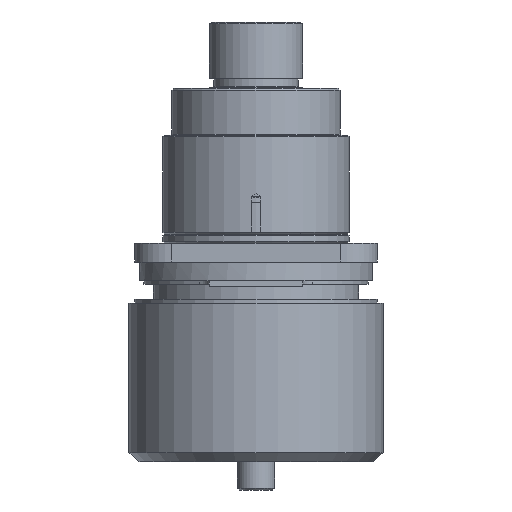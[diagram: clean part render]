
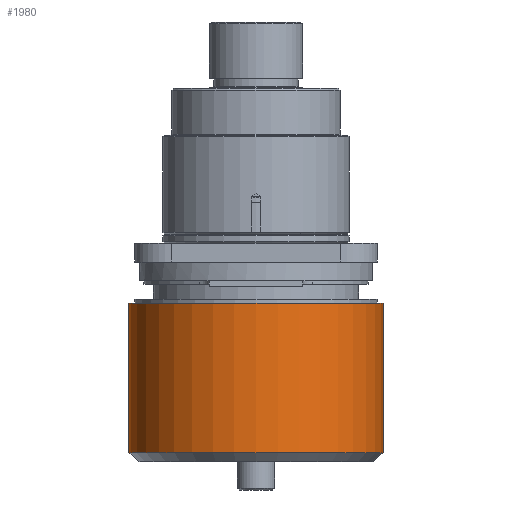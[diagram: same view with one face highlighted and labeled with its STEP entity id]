
A CAD part, front view. The second image highlights one B-rep face of the part: STEP entity #1980.
In plain terms, the highlighted cylindrical face has radius 6.8 mm (diameter 13.6 mm), a full revolution.
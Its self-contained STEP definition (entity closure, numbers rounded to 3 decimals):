
#48=FACE_BOUND('',#715,.T.);
#288=CYLINDRICAL_SURFACE('',#2224,6.8);
#552=FACE_OUTER_BOUND('',#714,.T.);
#714=EDGE_LOOP('',(#1704));
#715=EDGE_LOOP('',(#1705));
#874=CIRCLE('',#2211,6.8);
#881=CIRCLE('',#2225,6.8);
#1034=VERTEX_POINT('',#3567);
#1041=VERTEX_POINT('',#3588);
#1270=EDGE_CURVE('',#1034,#1034,#874,.T.);
#1277=EDGE_CURVE('',#1041,#1041,#881,.T.);
#1704=ORIENTED_EDGE('',*,*,#1270,.F.);
#1705=ORIENTED_EDGE('',*,*,#1277,.F.);
#1980=ADVANCED_FACE('',(#552,#48),#288,.T.);
#2211=AXIS2_PLACEMENT_3D('',#3568,#2710,#2711);
#2224=AXIS2_PLACEMENT_3D('',#3587,#2736,#2737);
#2225=AXIS2_PLACEMENT_3D('',#3589,#2738,#2739);
#2710=DIRECTION('center_axis',(0.,0.,
1.));
#2711=DIRECTION('ref_axis',(1.,0.,0.));
#2736=DIRECTION('center_axis',(0.,0.,
-1.));
#2737=DIRECTION('ref_axis',(1.,0.,0.));
#2738=DIRECTION('center_axis',(0.,0.,
-1.));
#2739=DIRECTION('ref_axis',(1.,0.,0.));
#3567=CARTESIAN_POINT('',(-6.8,0.,3.5));
#3568=CARTESIAN_POINT('Origin',(0.,0.,
3.5));
#3587=CARTESIAN_POINT('Origin',(0.,0.,
3.5));
#3588=CARTESIAN_POINT('',(-6.8,0.,-4.5));
#3589=CARTESIAN_POINT('Origin',(0.,0.,
-4.5));
